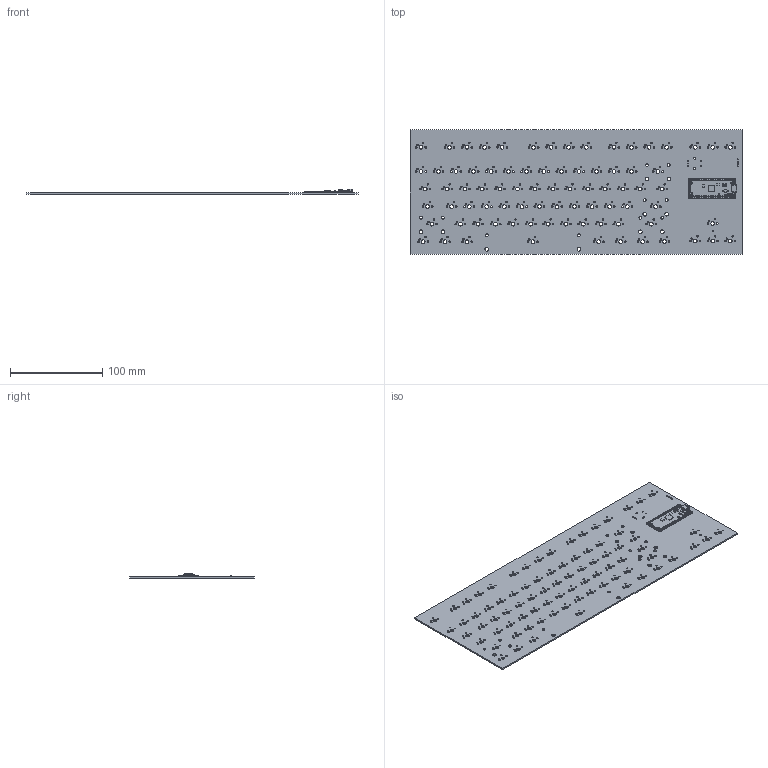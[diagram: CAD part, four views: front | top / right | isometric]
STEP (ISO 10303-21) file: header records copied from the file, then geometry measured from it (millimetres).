
FILE_DESCRIPTION(('KiCad electronic assembly'),'2;1');
FILE_NAME('Rheneium.step','2025-11-27T20:32:25',('Pcbnew'),('Kicad'), 'Open CASCADE STEP processor 7.9','KiCad to STEP converter','Unknown' );
FILE_SCHEMA(('AUTOMOTIVE_DESIGN { 1 0 10303 214 1 1 1 1 }'));
Length unit declared in the file: millimetre
Products named in the file (5): Rheneium 1; D_0805_2012Metric; RaspberryPi_Pico; RaspberryPi_Pico_Module_KiCad; Rheneium_PCB
Assembly tree (85 placements, depth 3):
  Rheneium 1
    D_0805_2012Metric  x82
    RaspberryPi_Pico
      RaspberryPi_Pico_Module_KiCad
    Rheneium_PCB
Bounding box: 360.36 x 134.94 x 6.18 mm (x, y, z)
Volume: 71790 mm3; surface area: 102985.7 mm2
Topology: 84 solids, 84 shells, 4163 faces, 11751 edges, 7868 vertices
Faces by surface type: plane 2409, cylinder 1752, torus 2
Full cylindrical faces by diameter (mm): 1 x92, 1.5 x162, 1.7 x162, 1.85 x2, 2.1 x4, 2.2 x2, 3.05 x10, 4 x91
Entity records: 41072 total; most frequent: DIRECTION 6549, CARTESIAN_POINT 6185, ORIENTED_EDGE 6006, EDGE_CURVE 3003, AXIS2_PLACEMENT_3D 2464, FACE_BOUND 2089, EDGE_LOOP 2089, VERTEX_POINT 2036
